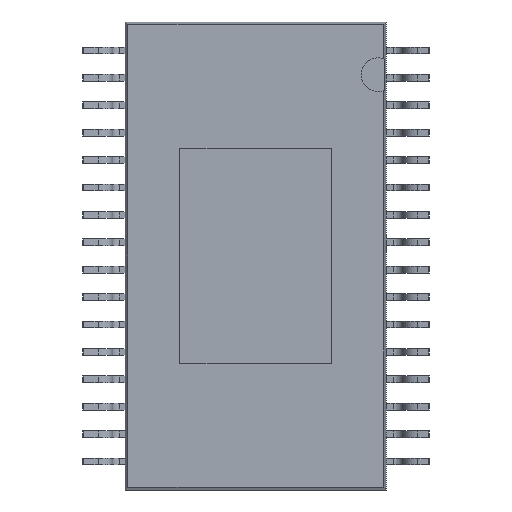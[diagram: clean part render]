
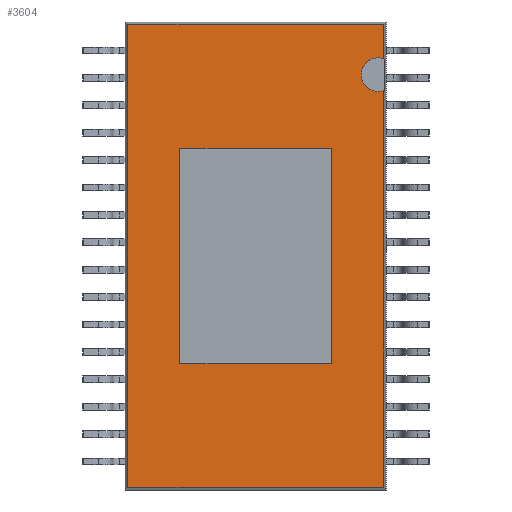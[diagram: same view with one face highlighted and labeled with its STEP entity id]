
A CAD part, front view. The second image highlights one B-rep face of the part: STEP entity #3604.
In plain terms, the highlighted planar face has unit normal (0, -1, 0).
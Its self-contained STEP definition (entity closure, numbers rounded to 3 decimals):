
#58 = ORIENTED_EDGE ( 'NONE', *, *, #2149, .F. ) ;
#154 = LINE ( 'NONE', #1456, #9666 ) ;
#293 = AXIS2_PLACEMENT_3D ( 'NONE', #1569, #8023, #2492 ) ;
#359 = VERTEX_POINT ( 'NONE', #3656 ) ;
#442 = VECTOR ( 'NONE', #7224, 1000. ) ;
#722 = CARTESIAN_POINT ( 'NONE',  ( 2.894, -0.476, -0.575 ) ) ;
#802 = VERTEX_POINT ( 'NONE', #6167 ) ;
#884 = CARTESIAN_POINT ( 'NONE',  ( 2.894, -0.476, -0.975 ) ) ;
#1022 = LINE ( 'NONE', #11696, #5356 ) ;
#1104 = EDGE_CURVE ( 'NONE', #10792, #10186, #1349, .T. ) ;
#1344 = VERTEX_POINT ( 'NONE', #4184 ) ;
#1349 = CIRCLE ( 'NONE', #1904, 0.4 ) ;
#1456 = CARTESIAN_POINT ( 'NONE',  ( -3.106, -0.476, 0.609 ) ) ;
#1569 = CARTESIAN_POINT ( 'NONE',  ( 2.894, -0.476, -0.575 ) ) ;
#1618 = DIRECTION ( 'NONE',  ( -1., 0., 0. ) ) ;
#1642 = DIRECTION ( 'NONE',  ( 0., 0., -1. ) ) ;
#1688 = DIRECTION ( 'NONE',  ( 0., -1., 0. ) ) ;
#1749 = CARTESIAN_POINT ( 'NONE',  ( -3.04, -0.476, -10.425 ) ) ;
#1904 = AXIS2_PLACEMENT_3D ( 'NONE', #7226, #1688, #8139 ) ;
#1945 = EDGE_CURVE ( 'NONE', #8369, #4115, #7260, .T. ) ;
#2127 = EDGE_CURVE ( 'NONE', #9440, #359, #1022, .T. ) ;
#2149 = EDGE_CURVE ( 'NONE', #1344, #8369, #154, .T. ) ;
#2157 = AXIS2_PLACEMENT_3D ( 'NONE', #10065, #4545, #11006 ) ;
#2197 = VERTEX_POINT ( 'NONE', #7998 ) ;
#2217 = VERTEX_POINT ( 'NONE', #7114 ) ;
#2231 = EDGE_CURVE ( 'NONE', #359, #2217, #4480, .T. ) ;
#2241 = ORIENTED_EDGE ( 'NONE', *, *, #9816, .F. ) ;
#2492 = DIRECTION ( 'NONE',  ( 0., 0., -1. ) ) ;
#2534 = ORIENTED_EDGE ( 'NONE', *, *, #6664, .F. ) ;
#2577 = VECTOR ( 'NONE', #5759, 1000. ) ;
#2601 = VECTOR ( 'NONE', #5479, 1000. ) ;
#2720 = ORIENTED_EDGE ( 'NONE', *, *, #2127, .F. ) ;
#2765 = AXIS2_PLACEMENT_3D ( 'NONE', #722, #7185, #1642 ) ;
#3031 = ORIENTED_EDGE ( 'NONE', *, *, #5104, .F. ) ;
#3121 = ORIENTED_EDGE ( 'NONE', *, *, #1104, .F. ) ;
#3259 = ORIENTED_EDGE ( 'NONE', *, *, #1945, .F. ) ;
#3313 = CIRCLE ( 'NONE', #293, 0.4 ) ;
#3423 = VERTEX_POINT ( 'NONE', #9285 ) ;
#3604 = ADVANCED_FACE ( 'NONE', ( #10481, #5599 ), #10970, .T. ) ;
#3656 = CARTESIAN_POINT ( 'NONE',  ( 1.794, -0.476, -2.325 ) ) ;
#3880 = EDGE_CURVE ( 'NONE', #10186, #10204, #8878, .T. ) ;
#3985 = CARTESIAN_POINT ( 'NONE',  ( 3.028, -0.476, 0.609 ) ) ;
#4115 = VERTEX_POINT ( 'NONE', #10391 ) ;
#4184 = CARTESIAN_POINT ( 'NONE',  ( -3.04, -0.476, 0.609 ) ) ;
#4365 = CARTESIAN_POINT ( 'NONE',  ( 3.028, -0.476, -0.952 ) ) ;
#4480 = LINE ( 'NONE', #6233, #6361 ) ;
#4545 = DIRECTION ( 'NONE',  ( 0., -1., 0. ) ) ;
#4549 = DIRECTION ( 'NONE',  ( 0., 0., -1. ) ) ;
#4807 = VECTOR ( 'NONE', #5965, 1000. ) ;
#5001 = ORIENTED_EDGE ( 'NONE', *, *, #2231, .F. ) ;
#5035 = LINE ( 'NONE', #9395, #2577 ) ;
#5059 = LINE ( 'NONE', #1749, #2601 ) ;
#5104 = EDGE_CURVE ( 'NONE', #2197, #1344, #5059, .T. ) ;
#5267 = DIRECTION ( 'NONE',  ( 0., 0., 1. ) ) ;
#5292 = EDGE_LOOP ( 'NONE', ( #2241, #3259, #58, #3031, #11475, #10774, #3121, #7135 ) ) ;
#5356 = VECTOR ( 'NONE', #5267, 1000. ) ;
#5479 = DIRECTION ( 'NONE',  ( 0., 0., 1. ) ) ;
#5599 = FACE_OUTER_BOUND ( 'NONE', #5292, .T. ) ;
#5608 = EDGE_LOOP ( 'NONE', ( #2720, #11033, #2534, #5001 ) ) ;
#5759 = DIRECTION ( 'NONE',  ( -1., 0., 0. ) ) ;
#5965 = DIRECTION ( 'NONE',  ( 0., 0., -1. ) ) ;
#6167 = CARTESIAN_POINT ( 'NONE',  ( 2.894, -0.476, -0.175 ) ) ;
#6233 = CARTESIAN_POINT ( 'NONE',  ( -1.806, -0.476, -2.325 ) ) ;
#6353 = VECTOR ( 'NONE', #11554, 1000. ) ;
#6361 = VECTOR ( 'NONE', #1618, 1000. ) ;
#6664 = EDGE_CURVE ( 'NONE', #2217, #3423, #8103, .T. ) ;
#7114 = CARTESIAN_POINT ( 'NONE',  ( -1.806, -0.476, -2.325 ) ) ;
#7135 = ORIENTED_EDGE ( 'NONE', *, *, #9766, .F. ) ;
#7185 = DIRECTION ( 'NONE',  ( 0., -1., 0. ) ) ;
#7224 = DIRECTION ( 'NONE',  ( 0., 0., -1. ) ) ;
#7226 = CARTESIAN_POINT ( 'NONE',  ( 2.894, -0.476, -0.575 ) ) ;
#7260 = LINE ( 'NONE', #8682, #4807 ) ;
#7533 = CARTESIAN_POINT ( 'NONE',  ( 1.794, -0.476, -7.425 ) ) ;
#7658 = CIRCLE ( 'NONE', #2765, 0.4 ) ;
#7864 = CARTESIAN_POINT ( 'NONE',  ( -1.806, -0.476, -7.425 ) ) ;
#7998 = CARTESIAN_POINT ( 'NONE',  ( -3.04, -0.476, -10.359 ) ) ;
#8023 = DIRECTION ( 'NONE',  ( 0., -1., 0. ) ) ;
#8103 = LINE ( 'NONE', #9983, #442 ) ;
#8139 = DIRECTION ( 'NONE',  ( 0., 0., -1. ) ) ;
#8287 = EDGE_CURVE ( 'NONE', #10204, #2197, #5035, .T. ) ;
#8369 = VERTEX_POINT ( 'NONE', #3985 ) ;
#8590 = VECTOR ( 'NONE', #4549, 1000. ) ;
#8682 = CARTESIAN_POINT ( 'NONE',  ( 3.028, -0.476, 0.675 ) ) ;
#8878 = LINE ( 'NONE', #11920, #8590 ) ;
#9285 = CARTESIAN_POINT ( 'NONE',  ( -1.806, -0.476, -7.425 ) ) ;
#9395 = CARTESIAN_POINT ( 'NONE',  ( 3.094, -0.476, -10.359 ) ) ;
#9440 = VERTEX_POINT ( 'NONE', #7533 ) ;
#9666 = VECTOR ( 'NONE', #9762, 1000. ) ;
#9697 = EDGE_CURVE ( 'NONE', #3423, #9440, #11258, .T. ) ;
#9762 = DIRECTION ( 'NONE',  ( 1., 0., 0. ) ) ;
#9766 = EDGE_CURVE ( 'NONE', #802, #10792, #3313, .T. ) ;
#9816 = EDGE_CURVE ( 'NONE', #4115, #802, #7658, .T. ) ;
#9983 = CARTESIAN_POINT ( 'NONE',  ( -1.806, -0.476, -7.425 ) ) ;
#10065 = CARTESIAN_POINT ( 'NONE',  ( 3.094, -0.476, 0.675 ) ) ;
#10186 = VERTEX_POINT ( 'NONE', #4365 ) ;
#10204 = VERTEX_POINT ( 'NONE', #10834 ) ;
#10391 = CARTESIAN_POINT ( 'NONE',  ( 3.028, -0.476, -0.198 ) ) ;
#10481 = FACE_BOUND ( 'NONE', #5608, .T. ) ;
#10774 = ORIENTED_EDGE ( 'NONE', *, *, #3880, .F. ) ;
#10792 = VERTEX_POINT ( 'NONE', #884 ) ;
#10834 = CARTESIAN_POINT ( 'NONE',  ( 3.028, -0.476, -10.359 ) ) ;
#10970 = PLANE ( 'NONE',  #2157 ) ;
#11006 = DIRECTION ( 'NONE',  ( 0., 0., 1. ) ) ;
#11033 = ORIENTED_EDGE ( 'NONE', *, *, #9697, .F. ) ;
#11258 = LINE ( 'NONE', #7864, #6353 ) ;
#11475 = ORIENTED_EDGE ( 'NONE', *, *, #8287, .F. ) ;
#11554 = DIRECTION ( 'NONE',  ( 1., 0., 0. ) ) ;
#11696 = CARTESIAN_POINT ( 'NONE',  ( 1.794, -0.476, -7.425 ) ) ;
#11920 = CARTESIAN_POINT ( 'NONE',  ( 3.028, -0.476, 0.675 ) ) ;
